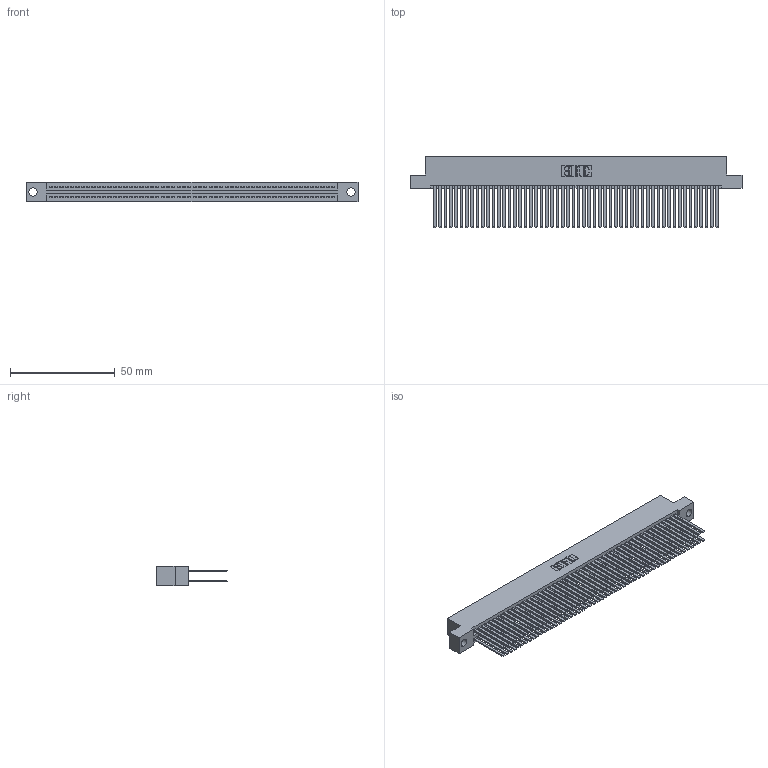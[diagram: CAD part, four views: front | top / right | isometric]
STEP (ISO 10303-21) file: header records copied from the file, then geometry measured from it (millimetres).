
FILE_DESCRIPTION (( 'STEP AP203' ), '1' );
FILE_NAME ('345-108-544-204.STEP', '2021-05-21T14:40:57', ( '' ), ( '' ), 'SwSTEP 2.0', 'SolidWorks 2020', '' );
FILE_SCHEMA (( 'CONFIG_CONTROL_DESIGN' ));
Length unit declared in the file: inch
Products named in the file (3): 345-108-544-204; 345-292-001_345-293-144; 345 Part_Flush Mounting Lugs - 0.156 Dia-TI
Assembly tree (109 placements, depth 2):
  345-108-544-204
    345 Part_Flush Mounting Lugs - 0.156 Dia-TI
    345-292-001_345-293-144  x108
Bounding box: 158.37 x 33.96 x 9.4 mm (x, y, z)
Volume: 16903.5 mm3; surface area: 29507.5 mm2
Topology: 109 solids, 109 shells, 4892 faces, 14525 edges, 9538 vertices
Faces by surface type: plane 3226, cylinder 1666
Entity records: 40989 total; most frequent: CARTESIAN_POINT 6862, ORIENTED_EDGE 6794, DIRECTION 6033, EDGE_CURVE 3397, LINE 3053, VECTOR 3053, VERTEX_POINT 2262, AXIS2_PLACEMENT_3D 1490
